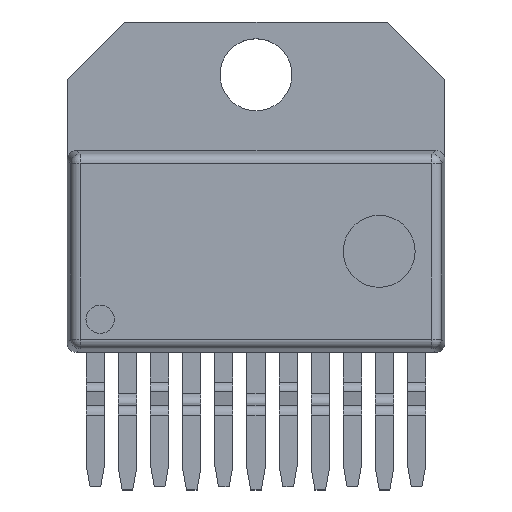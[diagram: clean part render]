
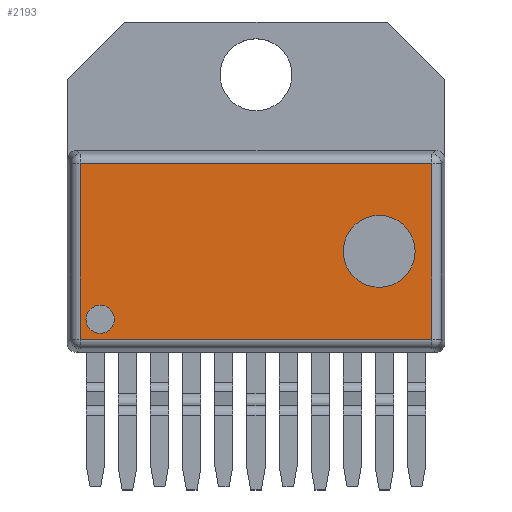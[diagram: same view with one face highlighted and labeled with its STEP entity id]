
A CAD part, top view. The second image highlights one B-rep face of the part: STEP entity #2193.
In plain terms, the highlighted planar face has unit normal (0, 0, 1).
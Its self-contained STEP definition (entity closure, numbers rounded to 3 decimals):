
#159 = AXIS2_PLACEMENT_3D ( 'NONE', #998, #3836, #7529 ) ;
#337 = DIRECTION ( 'NONE',  ( 0., -1., 0. ) ) ;
#357 = DIRECTION ( 'NONE',  ( 1., 0., 0. ) ) ;
#462 = AXIS2_PLACEMENT_3D ( 'NONE', #4084, #7763, #5165 ) ;
#498 = LINE ( 'NONE', #10620, #896 ) ;
#691 = CARTESIAN_POINT ( 'NONE',  ( -8.256, 1.749, 4.496 ) ) ;
#776 = CARTESIAN_POINT ( 'NONE',  ( 8.428, 5.345, 4.496 ) ) ;
#896 = VECTOR ( 'NONE', #2348, 1000. ) ;
#998 = CARTESIAN_POINT ( 'NONE',  ( -8.256, 1.749, 4.496 ) ) ;
#1001 = EDGE_CURVE ( 'NONE', #9596, #6826, #8232, .T. ) ;
#1072 = EDGE_CURVE ( 'NONE', #3970, #9596, #7387, .T. ) ;
#1160 = ORIENTED_EDGE ( 'NONE', *, *, #9348, .F. ) ;
#1448 = LINE ( 'NONE', #11479, #2085 ) ;
#1606 = ORIENTED_EDGE ( 'NONE', *, *, #3436, .T. ) ;
#1630 = VERTEX_POINT ( 'NONE', #2918 ) ;
#1734 = FACE_BOUND ( 'NONE', #9399, .T. ) ;
#1766 = ORIENTED_EDGE ( 'NONE', *, *, #4620, .F. ) ;
#2085 = VECTOR ( 'NONE', #337, 1000. ) ;
#2161 = CIRCLE ( 'NONE', #462, 1.905 ) ;
#2193 = ADVANCED_FACE ( 'NONE', ( #1734, #5436, #9132 ), #6423, .F. ) ;
#2263 = EDGE_CURVE ( 'NONE', #6826, #1630, #498, .T. ) ;
#2348 = DIRECTION ( 'NONE',  ( -1., 0., 0. ) ) ;
#2609 = AXIS2_PLACEMENT_3D ( 'NONE', #9542, #10325, #10510 ) ;
#2792 = DIRECTION ( 'NONE',  ( 1., 0., 0. ) ) ;
#2861 = EDGE_CURVE ( 'NONE', #7871, #9951, #9941, .T. ) ;
#2918 = CARTESIAN_POINT ( 'NONE',  ( -9.317, 10.002, 4.496 ) ) ;
#3185 = DIRECTION ( 'NONE',  ( 0., 0., 1. ) ) ;
#3265 = ORIENTED_EDGE ( 'NONE', *, *, #1072, .T. ) ;
#3436 = EDGE_CURVE ( 'NONE', #1630, #3970, #1448, .T. ) ;
#3456 = DIRECTION ( 'NONE',  ( 0., 0., 1. ) ) ;
#3836 = DIRECTION ( 'NONE',  ( 0., 0., 1. ) ) ;
#3970 = VERTEX_POINT ( 'NONE', #7038 ) ;
#4084 = CARTESIAN_POINT ( 'NONE',  ( 6.523, 5.345, 4.496 ) ) ;
#4180 = CARTESIAN_POINT ( 'NONE',  ( 4.618, 5.345, 4.496 ) ) ;
#4620 = EDGE_CURVE ( 'NONE', #4880, #9044, #2161, .T. ) ;
#4880 = VERTEX_POINT ( 'NONE', #4180 ) ;
#5165 = DIRECTION ( 'NONE',  ( 1., 0., 0. ) ) ;
#5181 = ORIENTED_EDGE ( 'NONE', *, *, #2861, .F. ) ;
#5258 = VECTOR ( 'NONE', #9093, 1000. ) ;
#5274 = CARTESIAN_POINT ( 'NONE',  ( 9.317, 10.002, 4.496 ) ) ;
#5424 = ORIENTED_EDGE ( 'NONE', *, *, #2263, .T. ) ;
#5436 = FACE_BOUND ( 'NONE', #9450, .T. ) ;
#5489 = DIRECTION ( 'NONE',  ( 1., 0., 0. ) ) ;
#6157 = EDGE_LOOP ( 'NONE', ( #1606, #3265, #7097, #5424 ) ) ;
#6282 = EDGE_CURVE ( 'NONE', #9044, #4880, #9682, .T. ) ;
#6356 = AXIS2_PLACEMENT_3D ( 'NONE', #691, #3456, #5489 ) ;
#6423 = PLANE ( 'NONE',  #2609 ) ;
#6826 = VERTEX_POINT ( 'NONE', #5274 ) ;
#7038 = CARTESIAN_POINT ( 'NONE',  ( -9.317, 0.688, 4.496 ) ) ;
#7097 = ORIENTED_EDGE ( 'NONE', *, *, #1001, .T. ) ;
#7387 = LINE ( 'NONE', #11064, #10640 ) ;
#7529 = DIRECTION ( 'NONE',  ( 1., 0., 0. ) ) ;
#7763 = DIRECTION ( 'NONE',  ( 0., 0., 1. ) ) ;
#7842 = ORIENTED_EDGE ( 'NONE', *, *, #6282, .F. ) ;
#7871 = VERTEX_POINT ( 'NONE', #9837 ) ;
#8232 = LINE ( 'NONE', #11905, #5258 ) ;
#8564 = CARTESIAN_POINT ( 'NONE',  ( 6.523, 5.345, 4.496 ) ) ;
#8991 = CARTESIAN_POINT ( 'NONE',  ( 9.317, 0.688, 4.496 ) ) ;
#9044 = VERTEX_POINT ( 'NONE', #776 ) ;
#9093 = DIRECTION ( 'NONE',  ( 0., 1., 0. ) ) ;
#9132 = FACE_OUTER_BOUND ( 'NONE', #6157, .T. ) ;
#9348 = EDGE_CURVE ( 'NONE', #9951, #7871, #9623, .T. ) ;
#9399 = EDGE_LOOP ( 'NONE', ( #7842, #1766 ) ) ;
#9450 = EDGE_LOOP ( 'NONE', ( #1160, #5181 ) ) ;
#9542 = CARTESIAN_POINT ( 'NONE',  ( 0., 0., 4.496 ) ) ;
#9596 = VERTEX_POINT ( 'NONE', #8991 ) ;
#9623 = CIRCLE ( 'NONE', #6356, 0.75 ) ;
#9682 = CIRCLE ( 'NONE', #11802, 1.905 ) ;
#9837 = CARTESIAN_POINT ( 'NONE',  ( -9.006, 1.749, 4.496 ) ) ;
#9941 = CIRCLE ( 'NONE', #159, 0.75 ) ;
#9951 = VERTEX_POINT ( 'NONE', #10470 ) ;
#10325 = DIRECTION ( 'NONE',  ( 0., 0., -1. ) ) ;
#10470 = CARTESIAN_POINT ( 'NONE',  ( -7.506, 1.749, 4.496 ) ) ;
#10510 = DIRECTION ( 'NONE',  ( -1., 0., 0. ) ) ;
#10620 = CARTESIAN_POINT ( 'NONE',  ( -9.263, 10.002, 4.496 ) ) ;
#10640 = VECTOR ( 'NONE', #2792, 1000. ) ;
#11064 = CARTESIAN_POINT ( 'NONE',  ( 9.263, 0.688, 4.496 ) ) ;
#11479 = CARTESIAN_POINT ( 'NONE',  ( -9.317, 0.742, 4.496 ) ) ;
#11802 = AXIS2_PLACEMENT_3D ( 'NONE', #8564, #3185, #357 ) ;
#11905 = CARTESIAN_POINT ( 'NONE',  ( 9.317, 9.948, 4.496 ) ) ;
